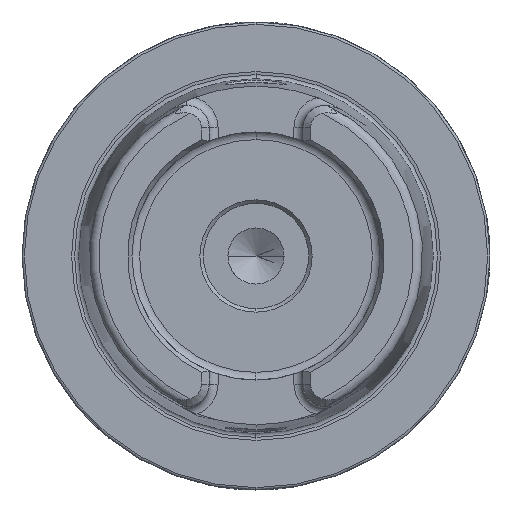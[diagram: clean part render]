
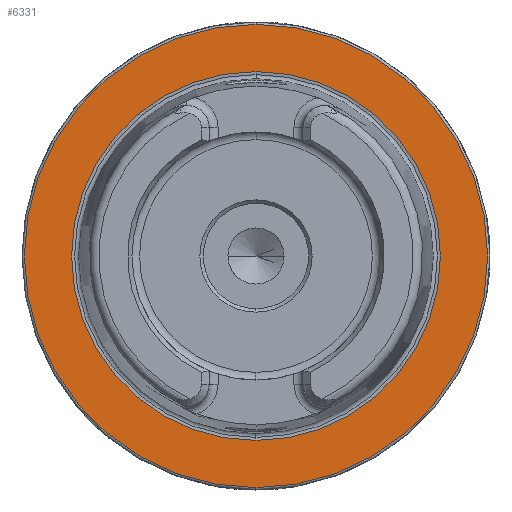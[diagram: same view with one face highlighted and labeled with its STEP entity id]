
A CAD part, left-side view. The second image highlights one B-rep face of the part: STEP entity #6331.
In plain terms, the highlighted planar face has unit normal (-1, 0, 0).
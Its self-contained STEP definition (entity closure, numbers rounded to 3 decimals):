
#238 = CIRCLE ( 'NONE', #11562, 49.5 ) ;
#243 = CIRCLE ( 'NONE', #11563, 39.405 ) ;
#1211 = AXIS2_PLACEMENT_3D ( 'NONE', #12139, #12140, #12141 ) ;
#1212 = AXIS2_PLACEMENT_3D ( 'NONE', #12143, #12144, #12145 ) ;
#1527 = ORIENTED_EDGE ( 'NONE', *, *, #7353, .T. ) ;
#1553 = ORIENTED_EDGE ( 'NONE', *, *, #10299, .F. ) ;
#1561 = ORIENTED_EDGE ( 'NONE', *, *, #7354, .F. ) ;
#1565 = ORIENTED_EDGE ( 'NONE', *, *, #10298, .T. ) ;
#2524 = VERTEX_POINT ( 'NONE', #11239 ) ;
#2570 = VERTEX_POINT ( 'NONE', #11285 ) ;
#2634 = VERTEX_POINT ( 'NONE', #10585 ) ;
#2649 = VERTEX_POINT ( 'NONE', #10600 ) ;
#2958 = EDGE_LOOP ( 'NONE', ( #1527, #1565 ) ) ;
#3418 = CARTESIAN_POINT ( 'NONE',  ( 0., 0., 0. ) ) ;
#3419 = DIRECTION ( 'NONE',  ( -1., 0., 0. ) ) ;
#3420 = DIRECTION ( 'NONE',  ( 0., 0., 1. ) ) ;
#3421 = CARTESIAN_POINT ( 'NONE',  ( 0., 0., 0. ) ) ;
#3422 = DIRECTION ( 'NONE',  ( -1., 0., 0. ) ) ;
#3423 = DIRECTION ( 'NONE',  ( 0., 0., 1. ) ) ;
#4665 = EDGE_LOOP ( 'NONE', ( #1553, #1561 ) ) ;
#6331 = ADVANCED_FACE ( 'NONE', ( #8391, #8389 ), #6808, .F. ) ;
#6805 = CARTESIAN_POINT ( 'NONE',  ( 0., 49.5, 0. ) ) ;
#6808 = PLANE ( 'NONE',  #11383 ) ;
#6810 = DIRECTION ( 'NONE',  ( 1., 0., 0. ) ) ;
#6811 = DIRECTION ( 'NONE',  ( 0., 0., -1. ) ) ;
#7353 = EDGE_CURVE ( 'NONE', #2634, #2570, #238, .T. ) ;
#7354 = EDGE_CURVE ( 'NONE', #2649, #2524, #243, .T. ) ;
#7993 = CIRCLE ( 'NONE', #1211, 49.5 ) ;
#7994 = CIRCLE ( 'NONE', #1212, 39.405 ) ;
#8389 = FACE_OUTER_BOUND ( 'NONE', #2958, .T. ) ;
#8391 = FACE_BOUND ( 'NONE', #4665, .T. ) ;
#10298 = EDGE_CURVE ( 'NONE', #2570, #2634, #7993, .T. ) ;
#10299 = EDGE_CURVE ( 'NONE', #2524, #2649, #7994, .T. ) ;
#10585 = CARTESIAN_POINT ( 'NONE',  ( 0., 0., 49.5 ) ) ;
#10600 = CARTESIAN_POINT ( 'NONE',  ( 0., 0., -39.405 ) ) ;
#11239 = CARTESIAN_POINT ( 'NONE',  ( 0., 0., 39.405 ) ) ;
#11285 = CARTESIAN_POINT ( 'NONE',  ( 0., 0., -49.5 ) ) ;
#11383 = AXIS2_PLACEMENT_3D ( 'NONE', #6805, #6810, #6811 ) ;
#11562 = AXIS2_PLACEMENT_3D ( 'NONE', #3418, #3419, #3420 ) ;
#11563 = AXIS2_PLACEMENT_3D ( 'NONE', #3421, #3422, #3423 ) ;
#12139 = CARTESIAN_POINT ( 'NONE',  ( 0., 0., 0. ) ) ;
#12140 = DIRECTION ( 'NONE',  ( -1., 0., 0. ) ) ;
#12141 = DIRECTION ( 'NONE',  ( 0., 0., 1. ) ) ;
#12143 = CARTESIAN_POINT ( 'NONE',  ( 0., 0., 0. ) ) ;
#12144 = DIRECTION ( 'NONE',  ( -1., 0., 0. ) ) ;
#12145 = DIRECTION ( 'NONE',  ( 0., 0., 1. ) ) ;
